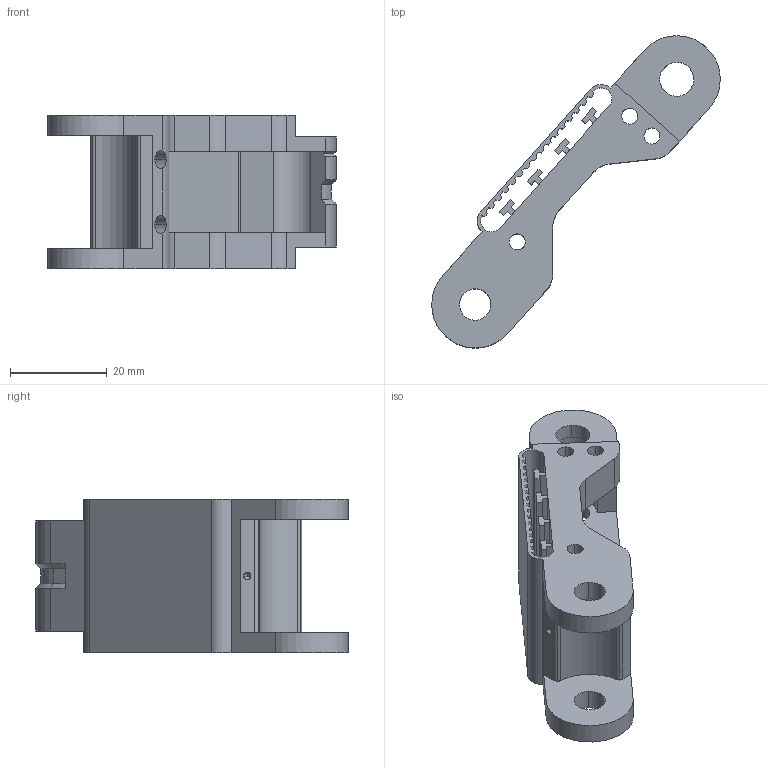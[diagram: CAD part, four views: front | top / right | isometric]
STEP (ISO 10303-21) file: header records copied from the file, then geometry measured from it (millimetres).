
FILE_DESCRIPTION (( 'STEP AP203' ), '1' );
FILE_NAME ('finger_pp_A_m2.STEP', '2015-02-27T22:54:28', ( '' ), ( '' ), 'SwSTEP 2.0', 'SolidWorks 2013', '' );
FILE_SCHEMA (( 'CONFIG_CONTROL_DESIGN' ));
Length unit declared in the file: millimetre
Products named in the file (1): finger_pp_A_m2
Bounding box: 59.66 x 64.58 x 31.75 mm (x, y, z)
Volume: 18425.7 mm3; surface area: 13790.4 mm2
Topology: 1 solids, 1 shells, 189 faces, 550 edges, 362 vertices
Faces by surface type: plane 135, cylinder 47, cone 7
Entity records: 6337 total; most frequent: CARTESIAN_POINT 1142, ORIENTED_EDGE 1096, DIRECTION 1028, EDGE_CURVE 548, LINE 436, VECTOR 436, VERTEX_POINT 362, AXIS2_PLACEMENT_3D 296
